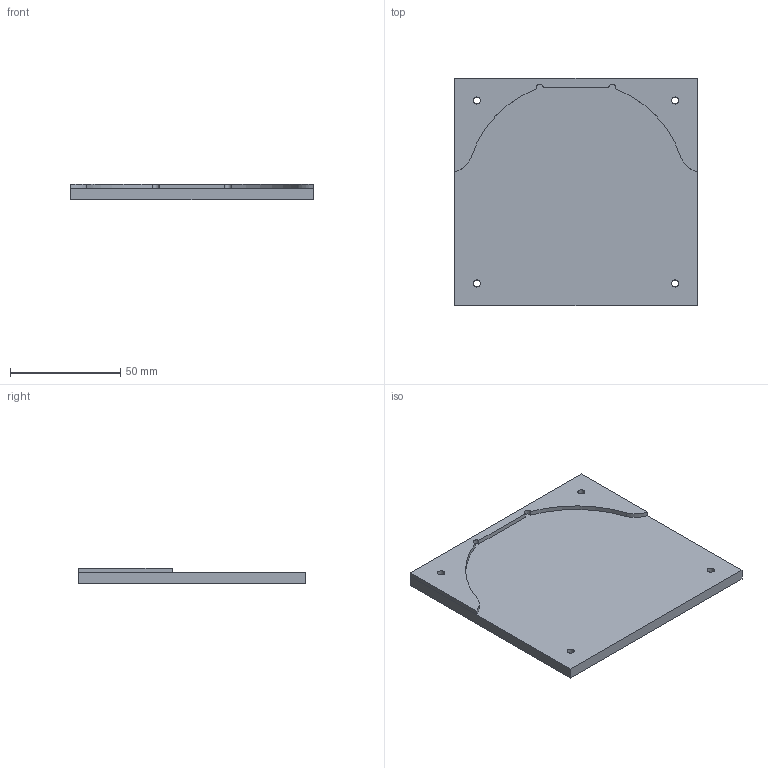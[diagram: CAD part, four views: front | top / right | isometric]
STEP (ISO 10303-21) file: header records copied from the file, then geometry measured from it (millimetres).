
FILE_DESCRIPTION(/* description */ ('STEP AP242','CAx-IF Rec.Pracs.---Representation and Presentation of Product Manufacturing Information (PMI)---4.0---2014-10-13','CAx-IF Rec.Pracs.---3D Tessellated Geometry---0.4---2014-09-14','2;1'),/* implementation_level */ '2;1');
FILE_NAME(/* name */ '657f1618c749471c5e873e90',/* time_stamp */ '2023-12-17T15:39:05Z',/* author */ (''),/* organization */ (''),/* preprocessor_version */ 'ST-DEVELOPER v19.4',/* originating_system */ ' ',/* authorisation */ ' ');
FILE_SCHEMA (('AP242_MANAGED_MODEL_BASED_3D_ENGINEERING_MIM_LF { 1 0 10303 442 1 1 4 }'));
Length unit declared in the file: metre
Products named in the file (3): Assembly 1; Part 1
Assembly tree (2 placements, depth 2):
  Assembly 1
    Part 1
    Part 1
Bounding box: 110 x 103 x 7 mm (x, y, z)
Volume: 50845 mm3; surface area: 29610.2 mm2
Topology: 2 solids, 2 shells, 61 faces, 160 edges, 108 vertices
Faces by surface type: plane 45, cylinder 16
Full cylindrical faces by diameter (mm): 3.2 x6
Entity records: 1903 total; most frequent: CARTESIAN_POINT 318, DIRECTION 310, ORIENTED_EDGE 300, EDGE_CURVE 150, LINE 118, VECTOR 118, VERTEX_POINT 104, AXIS2_PLACEMENT_3D 96
